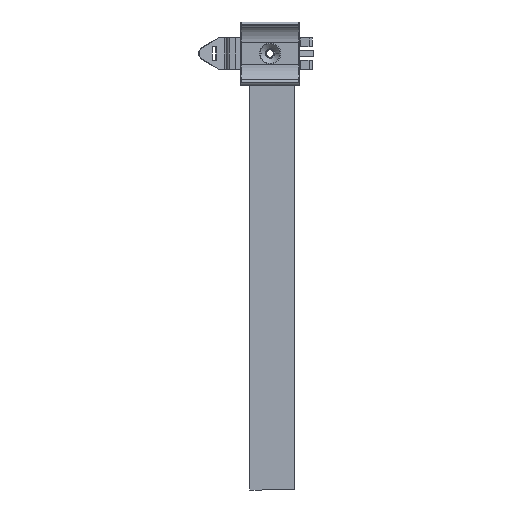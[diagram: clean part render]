
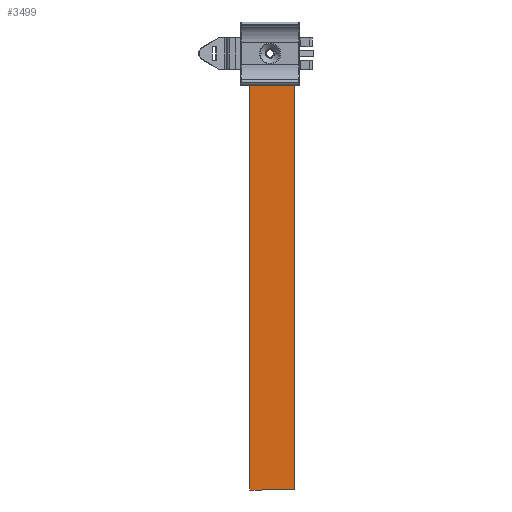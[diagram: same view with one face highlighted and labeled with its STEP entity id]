
A CAD part, front view. The second image highlights one B-rep face of the part: STEP entity #3499.
In plain terms, the highlighted planar face has unit normal (0, -1, 0).
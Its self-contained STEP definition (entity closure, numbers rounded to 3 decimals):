
#207 = CARTESIAN_POINT ( 'NONE',  ( 71.175, 44.482, -303.005 ) ) ;
#308 = EDGE_CURVE ( 'NONE', #6334, #5457, #1266, .T. ) ;
#486 = DIRECTION ( 'NONE',  ( -1., 0., 0. ) ) ;
#522 = EDGE_CURVE ( 'NONE', #1787, #6334, #3384, .T. ) ;
#810 = EDGE_CURVE ( 'NONE', #4894, #5457, #3309, .T. ) ;
#1177 = CARTESIAN_POINT ( 'NONE',  ( 51.175, 44.482, -123.005 ) ) ;
#1266 = LINE ( 'NONE', #207, #5827 ) ;
#1319 = ORIENTED_EDGE ( 'NONE', *, *, #308, .F. ) ;
#1380 = EDGE_CURVE ( 'NONE', #1787, #4894, #6484, .T. ) ;
#1787 = VERTEX_POINT ( 'NONE', #2313 ) ;
#1808 = CARTESIAN_POINT ( 'NONE',  ( 71.175, 44.482, -123.005 ) ) ;
#1822 = CARTESIAN_POINT ( 'NONE',  ( 71.175, 44.482, -123.005 ) ) ;
#2313 = CARTESIAN_POINT ( 'NONE',  ( 71.175, 44.482, -123.005 ) ) ;
#2511 = VECTOR ( 'NONE', #4879, 1000. ) ;
#2530 = PLANE ( 'NONE',  #2872 ) ;
#2872 = AXIS2_PLACEMENT_3D ( 'NONE', #6069, #3394, #3415 ) ;
#3036 = ORIENTED_EDGE ( 'NONE', *, *, #810, .T. ) ;
#3038 = FACE_OUTER_BOUND ( 'NONE', #5162, .T. ) ;
#3309 = LINE ( 'NONE', #1177, #5977 ) ;
#3384 = LINE ( 'NONE', #1822, #2511 ) ;
#3394 = DIRECTION ( 'NONE',  ( 0., 1., 0. ) ) ;
#3415 = DIRECTION ( 'NONE',  ( 0., 0., 1. ) ) ;
#3499 = ADVANCED_FACE ( 'NONE', ( #3038 ), #2530, .F. ) ;
#3701 = ORIENTED_EDGE ( 'NONE', *, *, #522, .F. ) ;
#3754 = CARTESIAN_POINT ( 'NONE',  ( 51.175, 44.482, -303.005 ) ) ;
#4089 = CARTESIAN_POINT ( 'NONE',  ( 71.175, 44.482, -303.005 ) ) ;
#4255 = DIRECTION ( 'NONE',  ( 0., 0., -1. ) ) ;
#4611 = VECTOR ( 'NONE', #486, 1000. ) ;
#4879 = DIRECTION ( 'NONE',  ( 0., 0., -1. ) ) ;
#4894 = VERTEX_POINT ( 'NONE', #6441 ) ;
#4895 = DIRECTION ( 'NONE',  ( -1., 0., 0. ) ) ;
#5162 = EDGE_LOOP ( 'NONE', ( #3036, #1319, #3701, #5803 ) ) ;
#5457 = VERTEX_POINT ( 'NONE', #3754 ) ;
#5803 = ORIENTED_EDGE ( 'NONE', *, *, #1380, .T. ) ;
#5827 = VECTOR ( 'NONE', #4895, 1000. ) ;
#5977 = VECTOR ( 'NONE', #4255, 1000. ) ;
#6069 = CARTESIAN_POINT ( 'NONE',  ( 71.175, 44.482, -123.005 ) ) ;
#6334 = VERTEX_POINT ( 'NONE', #4089 ) ;
#6441 = CARTESIAN_POINT ( 'NONE',  ( 51.175, 44.482, -123.005 ) ) ;
#6484 = LINE ( 'NONE', #1808, #4611 ) ;
